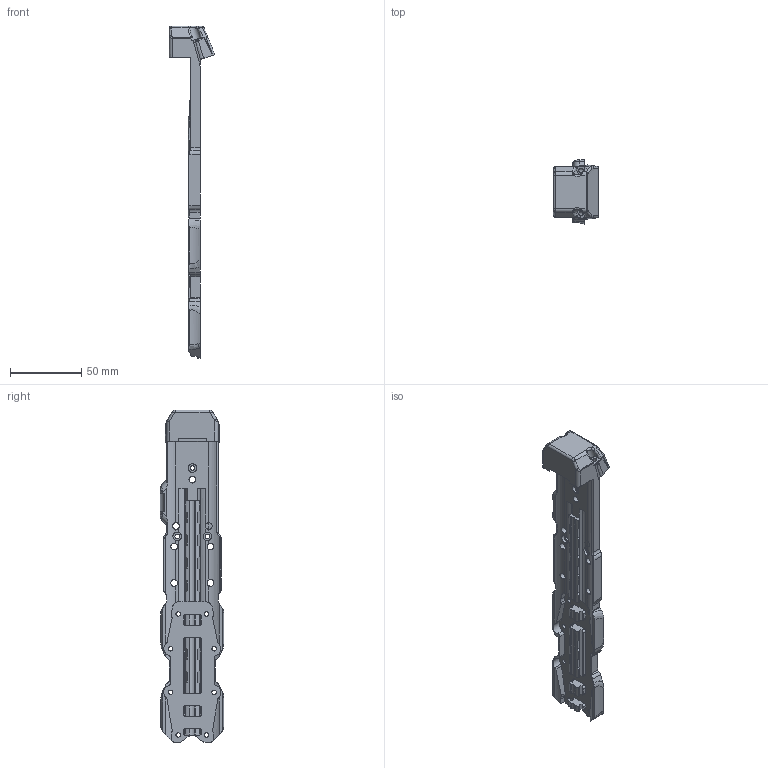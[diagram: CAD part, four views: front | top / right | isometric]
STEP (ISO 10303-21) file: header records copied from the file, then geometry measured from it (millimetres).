
FILE_DESCRIPTION((''),'2;1');
FILE_NAME('BATTERY_RAIL_MALE','2026-01-22T15:32:30',('james'),(''),'CREO PARAMETRIC BY PTC INC, 2023294','CREO PARAMETRIC BY PTC INC, 2023294','');
FILE_SCHEMA(('CONFIG_CONTROL_DESIGN'));
Length unit declared in the file: millimetre
Products named in the file (1): BATTERY_RAIL_MALE
Bounding box: 31.8 x 44.8 x 232.97 mm (x, y, z)
Volume: 51878.8 mm3; surface area: 31807.5 mm2
Topology: 1 solids, 1 shells, 665 faces, 1874 edges, 1215 vertices
Faces by surface type: cylinder 290, plane 278, bspline 67, cone 14, torus 8, extrusion 6, sphere 2
Entity records: 30082 total; most frequent: CARTESIAN_POINT 13533, ORIENTED_EDGE 3744, DIRECTION 3075, EDGE_CURVE 1872, VERTEX_POINT 1215, AXIS2_PLACEMENT_3D 1050, VECTOR 975, LINE 969
